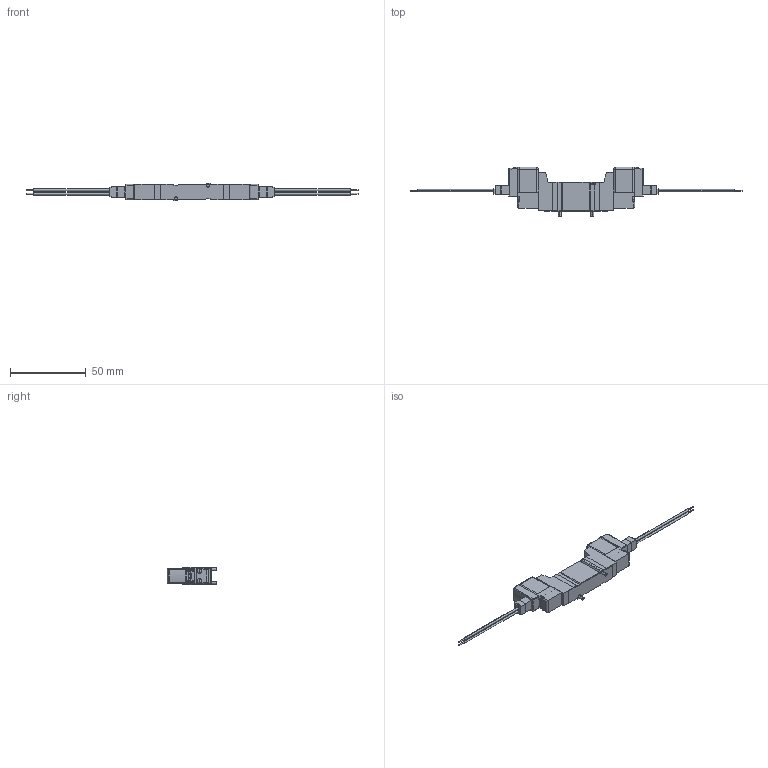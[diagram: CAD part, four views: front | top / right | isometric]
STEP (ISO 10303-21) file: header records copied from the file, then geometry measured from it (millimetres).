
FILE_DESCRIPTION (( 'STEP AP214' ), '1' );
FILE_NAME ('WCP-0805.step', '2022-11-29T21:45:24', ( '' ), ( '' ), 'SwSTEP 2.0', 'SolidWorks 2020', '' );
FILE_SCHEMA (( 'AUTOMOTIVE_DESIGN' ));
Length unit declared in the file: inch
Products named in the file (1): WCP-0805
Bounding box: 218.6 x 32.6 x 11.8 mm (x, y, z)
Volume: 21067.1 mm3; surface area: 14389.4 mm2
Topology: 16 solids, 16 shells, 436 faces, 1049 edges, 660 vertices
Faces by surface type: plane 285, cylinder 109, bspline 42
Entity records: 19096 total; most frequent: CARTESIAN_POINT 3270, ORIENTED_EDGE 2050, DIRECTION 1987, EDGE_CURVE 1025, VECTOR 753, LINE 753, VERTEX_POINT 660, AXIS2_PLACEMENT_3D 617
